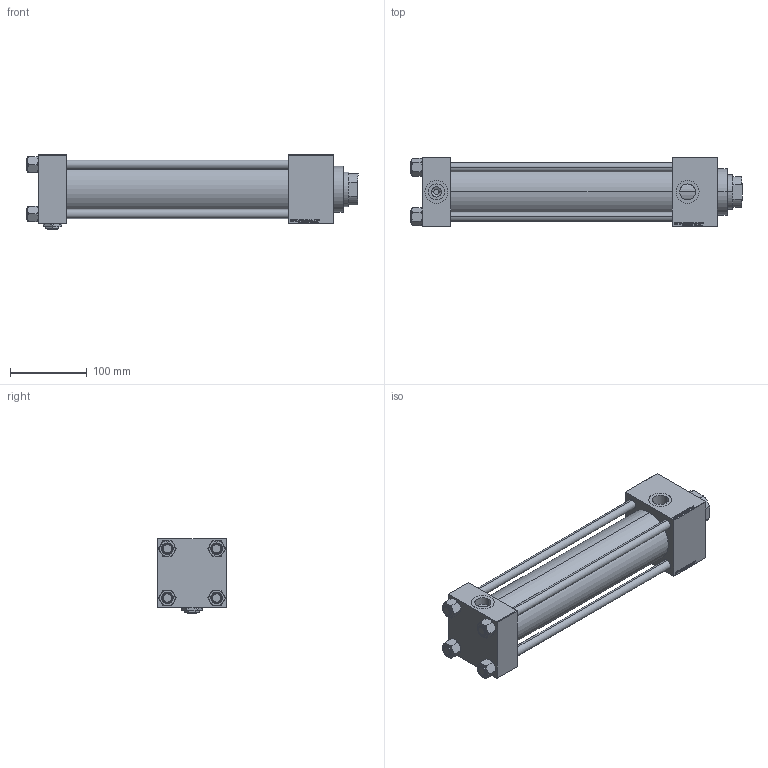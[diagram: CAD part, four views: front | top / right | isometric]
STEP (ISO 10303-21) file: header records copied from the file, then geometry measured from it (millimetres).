
FILE_DESCRIPTION (( 'STEP AP203' ), '1' );
FILE_NAME ('bcdd.STEP', '2022-04-16T20:50:59', ( '' ), ( '' ), 'SwSTEP 2.0', 'SolidWorks 2019', '' );
FILE_SCHEMA (( 'CONFIG_CONTROL_DESIGN' ));
Length unit declared in the file: millimetre
Products named in the file (7): bcdd; V215CD_VCP_C df0a956644bab06e486aa04a7b31c9d0; NUT_M5_V215CD_C df0a956644bab06e486aa04a7b31c9d0; V215CD_VC_C df0a956644bab06e486aa04a7b31c9d0; V215CD_Body_C df0a956644bab06e486aa04a7b31c9d0; Zatka_pro_OIL_PORT df0a956644bab06e486aa04a7b31c9d0; V215CD_C_TYCINKA df0a956644bab06e486aa04a7b31c9d0
Assembly tree (12 placements, depth 2):
  bcdd
    V215CD_Body_C df0a956644bab06e486aa04a7b31c9d0
    V215CD_VC_C df0a956644bab06e486aa04a7b31c9d0
    V215CD_VCP_C df0a956644bab06e486aa04a7b31c9d0
    V215CD_C_TYCINKA df0a956644bab06e486aa04a7b31c9d0  x4
    NUT_M5_V215CD_C df0a956644bab06e486aa04a7b31c9d0  x4
    Zatka_pro_OIL_PORT df0a956644bab06e486aa04a7b31c9d0
Bounding box: 433 x 90 x 97 mm (x, y, z)
Volume: 1608732.2 mm3; surface area: 355452.7 mm2
Topology: 12 solids, 12 shells, 1205 faces, 3004 edges, 1941 vertices
Faces by surface type: plane 551, bspline 392, cone 158, cylinder 96, torus 8
Entity records: 52065 total; most frequent: CARTESIAN_POINT 27652, ORIENTED_EDGE 5500, DIRECTION 3538, EDGE_CURVE 2750, VERTEX_POINT 1797, VECTOR 1636, LINE 1636, EDGE_LOOP 1217
